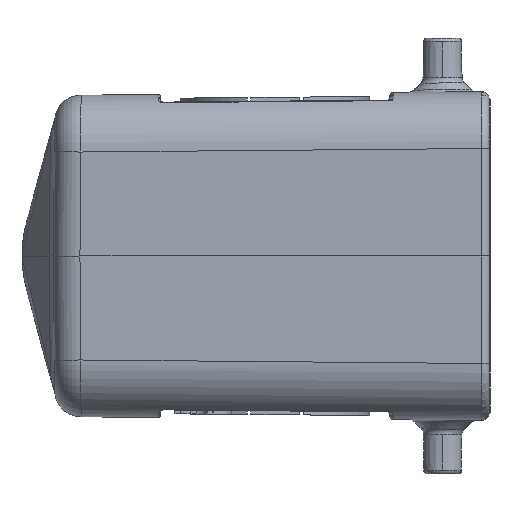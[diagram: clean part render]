
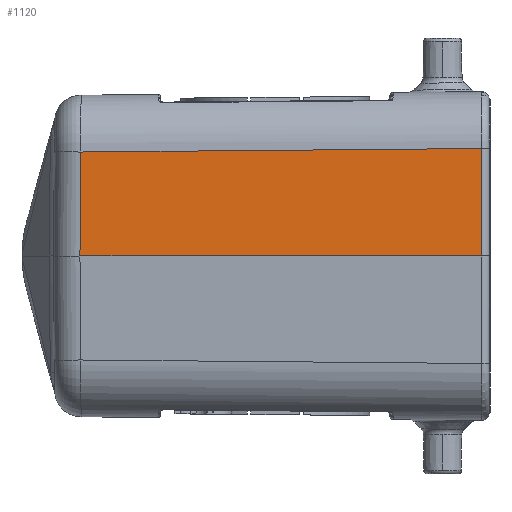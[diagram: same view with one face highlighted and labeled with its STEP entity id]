
A CAD part, left-side view. The second image highlights one B-rep face of the part: STEP entity #1120.
In plain terms, the highlighted planar face has unit normal (-1, 0.009, 0.009).
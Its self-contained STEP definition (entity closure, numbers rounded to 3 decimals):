
#500=FACE_OUTER_BOUND('',#3778,.T.);
#1120=ADVANCED_FACE('',(#500),#1742,.F.);
#1742=PLANE('',#10879);
#2414=LINE('',#15315,#3105);
#2415=LINE('',#15322,#3106);
#3105=VECTOR('',#11973,1.);
#3106=VECTOR('',#11976,1.);
#3778=EDGE_LOOP('',(#4802,#4803,#4804,#4805));
#4802=ORIENTED_EDGE('',*,*,#8866,.T.);
#4803=ORIENTED_EDGE('',*,*,#8797,.F.);
#4804=ORIENTED_EDGE('',*,*,#8865,.F.);
#4805=ORIENTED_EDGE('',*,*,#8867,.F.);
#7764=VERTEX_POINT('',#14832);
#7765=VERTEX_POINT('',#14837);
#7812=VERTEX_POINT('',#15314);
#7813=VERTEX_POINT('',#15321);
#8797=EDGE_CURVE('',#7764,#7765,#10220,.T.);
#8865=EDGE_CURVE('',#7812,#7764,#2414,.T.);
#8866=EDGE_CURVE('',#7813,#7765,#10272,.T.);
#8867=EDGE_CURVE('',#7813,#7812,#2415,.T.);
#10220=B_SPLINE_CURVE_WITH_KNOTS('',3,(#14833,#14834,#14835,#14836),
 .UNSPECIFIED.,.F.,.F.,(4,4),(0.,1.),.UNSPECIFIED.);
#10272=B_SPLINE_CURVE_WITH_KNOTS('',3,(#15317,#15318,#15319,#15320),
 .UNSPECIFIED.,.F.,.F.,(4,4),(0.,1.),.UNSPECIFIED.);
#10879=AXIS2_PLACEMENT_3D('',#15323,#11977,#11978);
#11973=DIRECTION('',(0.009,-0.009,1.));
#11976=DIRECTION('',(0.009,1.,0.));
#11977=DIRECTION('',(1.,-0.009,-0.009));
#11978=DIRECTION('',(-0.009,-1.,0.));
#14832=CARTESIAN_POINT('',(-35.915,123.412,13.6));
#14833=CARTESIAN_POINT('',(-35.915,123.412,13.6));
#14834=CARTESIAN_POINT('',(-36.066,105.943,13.752));
#14835=CARTESIAN_POINT('',(-36.217,88.473,13.904));
#14836=CARTESIAN_POINT('',(-36.369,71.003,14.057));
#14837=CARTESIAN_POINT('',(-36.369,71.003,14.057));
#15314=CARTESIAN_POINT('',(-36.033,123.531,0.));
#15315=CARTESIAN_POINT('',(-36.033,123.531,0.));
#15317=CARTESIAN_POINT('',(-36.491,71.005,0.));
#15318=CARTESIAN_POINT('',(-36.45,71.004,4.686));
#15319=CARTESIAN_POINT('',(-36.409,71.004,9.371));
#15320=CARTESIAN_POINT('',(-36.369,71.003,14.057));
#15321=CARTESIAN_POINT('',(-36.491,71.005,0.));
#15322=CARTESIAN_POINT('',(-36.491,71.005,0.));
#15323=CARTESIAN_POINT('',(-36.201,97.269,7.028));
